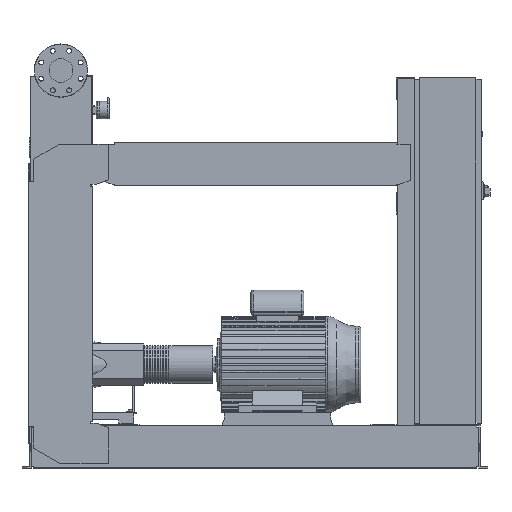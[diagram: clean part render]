
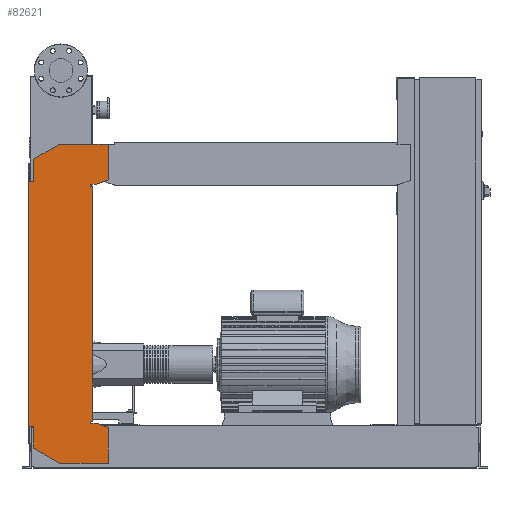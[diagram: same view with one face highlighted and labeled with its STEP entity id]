
A CAD part, front view. The second image highlights one B-rep face of the part: STEP entity #82621.
In plain terms, the highlighted free-form (B-spline) face has degree [1, 1] with [2, 2] control points.
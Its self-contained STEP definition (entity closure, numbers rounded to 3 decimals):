
#82106=CARTESIAN_POINT('',(-102.0,-234.5,1076.0));
#82107=VERTEX_POINT('',#82106);
#82114=CARTESIAN_POINT('',(-102.0,-234.5,1158.574));
#82115=VERTEX_POINT('',#82114);
#82116=CARTESIAN_POINT('',(-102.0,-234.5,1076.0));
#82117=DIRECTION('',(0.0,0.0,1.0));
#82118=VECTOR('',#82117,82.574);
#82119=LINE('',#82116,#82118);
#82120=EDGE_CURVE('',#82107,#82115,#82119,.T.);
#82138=CARTESIAN_POINT('',(-6.,-234.5,1214.0));
#82139=VERTEX_POINT('',#82138);
#82140=CARTESIAN_POINT('',(-102.0,-234.5,1158.574));
#82141=DIRECTION('',(0.866,0.0,0.5));
#82142=VECTOR('',#82141,110.851);
#82143=LINE('',#82140,#82142);
#82144=EDGE_CURVE('',#82115,#82139,#82143,.T.);
#82162=CARTESIAN_POINT('',(177.0,-234.5,1214.0));
#82163=VERTEX_POINT('',#82162);
#82164=CARTESIAN_POINT('',(-6.,-234.5,1214.0));
#82165=DIRECTION('',(1.0,0.0,0.0));
#82166=VECTOR('',#82165,183.0);
#82167=LINE('',#82164,#82166);
#82168=EDGE_CURVE('',#82139,#82163,#82167,.T.);
#82186=CARTESIAN_POINT('',(177.0,-234.5,1080.379));
#82187=VERTEX_POINT('',#82186);
#82188=CARTESIAN_POINT('',(177.0,-234.5,1214.0));
#82189=DIRECTION('',(0.0,0.0,-1.0));
#82190=VECTOR('',#82189,133.621);
#82191=LINE('',#82188,#82190);
#82192=EDGE_CURVE('',#82163,#82187,#82191,.T.);
#82210=CARTESIAN_POINT('',(132.,-234.5,1064.0));
#82211=VERTEX_POINT('',#82210);
#82212=CARTESIAN_POINT('',(177.0,-234.5,1080.379));
#82213=DIRECTION('',(-0.94,0.,-0.342));
#82214=VECTOR('',#82213,47.888);
#82215=LINE('',#82212,#82214);
#82216=EDGE_CURVE('',#82187,#82211,#82215,.T.);
#82234=CARTESIAN_POINT('',(112.0,-234.5,1064.0));
#82235=VERTEX_POINT('',#82234);
#82236=CARTESIAN_POINT('',(132.,-234.5,1064.0));
#82237=DIRECTION('',(-1.0,0.0,0.0));
#82238=VECTOR('',#82237,20.);
#82239=LINE('',#82236,#82238);
#82240=EDGE_CURVE('',#82211,#82235,#82239,.T.);
#82258=CARTESIAN_POINT('',(112.0,-234.5,1056.0));
#82259=VERTEX_POINT('',#82258);
#82260=CARTESIAN_POINT('',(112.0,-234.5,1064.0));
#82261=DIRECTION('',(0.0,0.0,-1.0));
#82262=VECTOR('',#82261,8.0);
#82263=LINE('',#82260,#82262);
#82264=EDGE_CURVE('',#82235,#82259,#82263,.T.);
#82282=CARTESIAN_POINT('',(120.,-234.5,1056.0));
#82283=VERTEX_POINT('',#82282);
#82284=CARTESIAN_POINT('',(112.0,-234.5,1056.0));
#82285=DIRECTION('',(1.0,0.0,0.0));
#82286=VECTOR('',#82285,8.);
#82287=LINE('',#82284,#82286);
#82288=EDGE_CURVE('',#82259,#82283,#82287,.T.);
#82306=CARTESIAN_POINT('',(120.,-234.5,176.));
#82307=VERTEX_POINT('',#82306);
#82318=CARTESIAN_POINT('',(120.,-234.5,1056.0));
#82319=DIRECTION('',(0.0,0.0,-1.0));
#82320=VECTOR('',#82319,880.);
#82321=LINE('',#82318,#82320);
#82322=EDGE_CURVE('',#82283,#82307,#82321,.T.);
#82336=CARTESIAN_POINT('',(112.,-234.5,176.));
#82337=VERTEX_POINT('',#82336);
#82338=CARTESIAN_POINT('',(120.,-234.5,176.));
#82339=DIRECTION('',(-1.0,0.0,0.0));
#82340=VECTOR('',#82339,8.);
#82341=LINE('',#82338,#82340);
#82342=EDGE_CURVE('',#82307,#82337,#82341,.T.);
#82360=CARTESIAN_POINT('',(112.,-234.5,168.));
#82361=VERTEX_POINT('',#82360);
#82362=CARTESIAN_POINT('',(112.,-234.5,176.));
#82363=DIRECTION('',(0.0,0.0,-1.0));
#82364=VECTOR('',#82363,8.0);
#82365=LINE('',#82362,#82364);
#82366=EDGE_CURVE('',#82337,#82361,#82365,.T.);
#82384=CARTESIAN_POINT('',(132.,-234.5,168.));
#82385=VERTEX_POINT('',#82384);
#82386=CARTESIAN_POINT('',(112.,-234.5,168.));
#82387=DIRECTION('',(1.0,0.0,0.0));
#82388=VECTOR('',#82387,20.0);
#82389=LINE('',#82386,#82388);
#82390=EDGE_CURVE('',#82361,#82385,#82389,.T.);
#82408=CARTESIAN_POINT('',(177.,-234.5,151.621));
#82409=VERTEX_POINT('',#82408);
#82410=CARTESIAN_POINT('',(132.,-234.5,168.));
#82411=DIRECTION('',(0.94,0.,-0.342));
#82412=VECTOR('',#82411,47.888);
#82413=LINE('',#82410,#82412);
#82414=EDGE_CURVE('',#82385,#82409,#82413,.T.);
#82432=CARTESIAN_POINT('',(177.,-234.5,18.0));
#82433=VERTEX_POINT('',#82432);
#82434=CARTESIAN_POINT('',(177.,-234.5,151.621));
#82435=DIRECTION('',(0.0,0.0,-1.0));
#82436=VECTOR('',#82435,133.621);
#82437=LINE('',#82434,#82436);
#82438=EDGE_CURVE('',#82409,#82433,#82437,.T.);
#82456=CARTESIAN_POINT('',(-4.,-234.5,18.0));
#82457=VERTEX_POINT('',#82456);
#82458=CARTESIAN_POINT('',(177.,-234.5,18.0));
#82459=DIRECTION('',(-1.0,0.0,0.0));
#82460=VECTOR('',#82459,181.);
#82461=LINE('',#82458,#82460);
#82462=EDGE_CURVE('',#82433,#82457,#82461,.T.);
#82480=CARTESIAN_POINT('',(-102.,-234.5,74.58));
#82481=VERTEX_POINT('',#82480);
#82482=CARTESIAN_POINT('',(-4.,-234.5,18.0));
#82483=DIRECTION('',(-0.866,0.0,0.5));
#82484=VECTOR('',#82483,113.161);
#82485=LINE('',#82482,#82484);
#82486=EDGE_CURVE('',#82457,#82481,#82485,.T.);
#82504=CARTESIAN_POINT('',(-102.,-234.5,156.0));
#82505=VERTEX_POINT('',#82504);
#82506=CARTESIAN_POINT('',(-102.,-234.5,74.58));
#82507=DIRECTION('',(0.0,0.0,1.0));
#82508=VECTOR('',#82507,81.42);
#82509=LINE('',#82506,#82508);
#82510=EDGE_CURVE('',#82481,#82505,#82509,.T.);
#82528=CARTESIAN_POINT('',(-122.,-234.5,156.0));
#82529=VERTEX_POINT('',#82528);
#82530=CARTESIAN_POINT('',(-102.,-234.5,156.0));
#82531=DIRECTION('',(-1.0,0.0,0.0));
#82532=VECTOR('',#82531,20.0);
#82533=LINE('',#82530,#82532);
#82534=EDGE_CURVE('',#82505,#82529,#82533,.T.);
#82552=CARTESIAN_POINT('',(-122.0,-234.5,1076.0));
#82553=VERTEX_POINT('',#82552);
#82566=CARTESIAN_POINT('',(-122.,-234.5,156.0));
#82567=DIRECTION('',(0.0,0.0,1.0));
#82568=VECTOR('',#82567,920.0);
#82569=LINE('',#82566,#82568);
#82570=EDGE_CURVE('',#82529,#82553,#82569,.T.);
#82584=CARTESIAN_POINT('',(-122.0,-234.5,1076.0));
#82585=DIRECTION('',(1.0,0.0,0.0));
#82586=VECTOR('',#82585,20.0);
#82587=LINE('',#82584,#82586);
#82588=EDGE_CURVE('',#82553,#82107,#82587,.T.);
#82594=CARTESIAN_POINT('',(-122.,-234.5,18.0));
#82595=CARTESIAN_POINT('',(177.0,-234.5,18.0));
#82596=CARTESIAN_POINT('',(-122.,-234.5,1214.0));
#82597=CARTESIAN_POINT('',(177.0,-234.5,1214.0));
#82598=B_SPLINE_SURFACE_WITH_KNOTS('',1,1,((#82594,#82596),(#82595,#82597)),.UNSPECIFIED.,.F.,.F.,.U.,(2,2),(2,2),(0.0,299.),(0.0,1196.0),.UNSPECIFIED.);
#82599=ORIENTED_EDGE('',*,*,#82588,.F.);
#82600=ORIENTED_EDGE('',*,*,#82570,.F.);
#82601=ORIENTED_EDGE('',*,*,#82534,.F.);
#82602=ORIENTED_EDGE('',*,*,#82510,.F.);
#82603=ORIENTED_EDGE('',*,*,#82486,.F.);
#82604=ORIENTED_EDGE('',*,*,#82462,.F.);
#82605=ORIENTED_EDGE('',*,*,#82438,.F.);
#82606=ORIENTED_EDGE('',*,*,#82414,.F.);
#82607=ORIENTED_EDGE('',*,*,#82390,.F.);
#82608=ORIENTED_EDGE('',*,*,#82366,.F.);
#82609=ORIENTED_EDGE('',*,*,#82342,.F.);
#82610=ORIENTED_EDGE('',*,*,#82322,.F.);
#82611=ORIENTED_EDGE('',*,*,#82288,.F.);
#82612=ORIENTED_EDGE('',*,*,#82264,.F.);
#82613=ORIENTED_EDGE('',*,*,#82240,.F.);
#82614=ORIENTED_EDGE('',*,*,#82216,.F.);
#82615=ORIENTED_EDGE('',*,*,#82192,.F.);
#82616=ORIENTED_EDGE('',*,*,#82168,.F.);
#82617=ORIENTED_EDGE('',*,*,#82144,.F.);
#82618=ORIENTED_EDGE('',*,*,#82120,.F.);
#82619=EDGE_LOOP('',(#82599,#82600,#82601,#82602,#82603,#82604,#82605,#82606,#82607,#82608,#82609,#82610,#82611,#82612,#82613,#82614,#82615,#82616,#82617,#82618));
#82620=FACE_OUTER_BOUND('',#82619,.T.);
#82621=ADVANCED_FACE('',(#82620),#82598,.T.);
